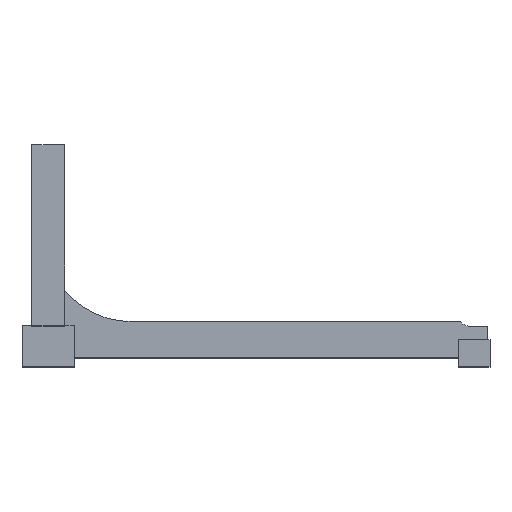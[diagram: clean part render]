
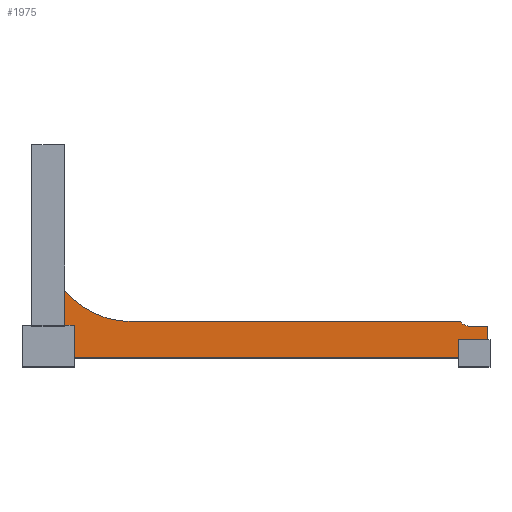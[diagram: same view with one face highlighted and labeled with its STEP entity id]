
A CAD part, top view. The second image highlights one B-rep face of the part: STEP entity #1975.
In plain terms, the highlighted planar face has unit normal (0, 0, 1).
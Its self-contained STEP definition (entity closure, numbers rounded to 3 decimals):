
#97=CIRCLE('',#2100,9.5);
#104=CIRCLE('',#2122,1.);
#105=CIRCLE('',#2123,1.);
#188=FACE_OUTER_BOUND('',#293,.T.);
#293=EDGE_LOOP('',(#1490,#1491,#1492,#1493,#1494,#1495,#1496,#1497,#1498,
#1499,#1500,#1501,#1502,#1503,#1504,#1505));
#389=LINE('',#2873,#598);
#441=LINE('',#3182,#650);
#444=LINE('',#3187,#653);
#462=LINE('',#3231,#671);
#463=LINE('',#3233,#672);
#464=LINE('',#3235,#673);
#465=LINE('',#3237,#674);
#466=LINE('',#3241,#675);
#467=LINE('',#3243,#676);
#468=LINE('',#3245,#677);
#469=LINE('',#3247,#678);
#470=LINE('',#3249,#679);
#471=LINE('',#3251,#680);
#598=VECTOR('',#2285,10.);
#650=VECTOR('',#2411,10.);
#653=VECTOR('',#2416,10.);
#671=VECTOR('',#2468,10.);
#672=VECTOR('',#2469,10.);
#673=VECTOR('',#2470,10.);
#674=VECTOR('',#2471,10.);
#675=VECTOR('',#2474,10.);
#676=VECTOR('',#2475,10.);
#677=VECTOR('',#2476,10.);
#678=VECTOR('',#2477,10.);
#679=VECTOR('',#2478,10.);
#680=VECTOR('',#2479,10.);
#809=VERTEX_POINT('',#2867);
#811=VERTEX_POINT('',#2871);
#839=VERTEX_POINT('',#2944);
#872=VERTEX_POINT('',#3150);
#874=VERTEX_POINT('',#3181);
#884=VERTEX_POINT('',#3230);
#885=VERTEX_POINT('',#3232);
#886=VERTEX_POINT('',#3234);
#887=VERTEX_POINT('',#3236);
#888=VERTEX_POINT('',#3238);
#889=VERTEX_POINT('',#3240);
#890=VERTEX_POINT('',#3242);
#891=VERTEX_POINT('',#3244);
#892=VERTEX_POINT('',#3246);
#893=VERTEX_POINT('',#3248);
#894=VERTEX_POINT('',#3250);
#1007=EDGE_CURVE('',#809,#811,#389,.T.);
#1084=EDGE_CURVE('',#839,#872,#97,.T.);
#1089=EDGE_CURVE('',#872,#874,#441,.T.);
#1092=EDGE_CURVE('',#809,#839,#444,.T.);
#1114=EDGE_CURVE('',#811,#884,#462,.T.);
#1115=EDGE_CURVE('',#885,#884,#463,.T.);
#1116=EDGE_CURVE('',#886,#885,#464,.T.);
#1117=EDGE_CURVE('',#887,#886,#465,.T.);
#1118=EDGE_CURVE('',#887,#888,#104,.F.);
#1119=EDGE_CURVE('',#888,#889,#466,.T.);
#1120=EDGE_CURVE('',#889,#890,#467,.T.);
#1121=EDGE_CURVE('',#890,#891,#468,.T.);
#1122=EDGE_CURVE('',#892,#891,#469,.T.);
#1123=EDGE_CURVE('',#892,#893,#470,.T.);
#1124=EDGE_CURVE('',#894,#893,#471,.T.);
#1125=EDGE_CURVE('',#874,#894,#105,.T.);
#1490=ORIENTED_EDGE('',*,*,#1114,.T.);
#1491=ORIENTED_EDGE('',*,*,#1115,.F.);
#1492=ORIENTED_EDGE('',*,*,#1116,.F.);
#1493=ORIENTED_EDGE('',*,*,#1117,.F.);
#1494=ORIENTED_EDGE('',*,*,#1118,.T.);
#1495=ORIENTED_EDGE('',*,*,#1119,.T.);
#1496=ORIENTED_EDGE('',*,*,#1120,.T.);
#1497=ORIENTED_EDGE('',*,*,#1121,.T.);
#1498=ORIENTED_EDGE('',*,*,#1122,.F.);
#1499=ORIENTED_EDGE('',*,*,#1123,.T.);
#1500=ORIENTED_EDGE('',*,*,#1124,.F.);
#1501=ORIENTED_EDGE('',*,*,#1125,.F.);
#1502=ORIENTED_EDGE('',*,*,#1089,.F.);
#1503=ORIENTED_EDGE('',*,*,#1084,.F.);
#1504=ORIENTED_EDGE('',*,*,#1092,.F.);
#1505=ORIENTED_EDGE('',*,*,#1007,.T.);
#1896=PLANE('',#2121);
#1975=ADVANCED_FACE('',(#188),#1896,.T.);
#2100=AXIS2_PLACEMENT_3D('',#3151,#2402,#2403);
#2121=AXIS2_PLACEMENT_3D('',#3229,#2466,#2467);
#2122=AXIS2_PLACEMENT_3D('',#3239,#2472,#2473);
#2123=AXIS2_PLACEMENT_3D('',#3252,#2480,#2481);
#2285=DIRECTION('',(1.,0.,0.));
#2402=DIRECTION('center_axis',(0.,0.,1.));
#2403=DIRECTION('ref_axis',(-0.775,-0.632,0.));
#2411=DIRECTION('',(1.,0.,0.));
#2416=DIRECTION('',(0.,1.,0.));
#2466=DIRECTION('center_axis',(0.,0.,1.));
#2467=DIRECTION('ref_axis',(1.,0.,0.));
#2468=DIRECTION('',(0.,-1.,0.));
#2469=DIRECTION('',(-1.,0.,0.));
#2470=DIRECTION('',(0.,1.,0.));
#2471=DIRECTION('',(-1.,0.,0.));
#2472=DIRECTION('center_axis',(0.,0.,1.));
#2473=DIRECTION('ref_axis',(-0.866,0.5,0.));
#2474=DIRECTION('',(0.,1.,0.));
#2475=DIRECTION('',(1.,0.,0.));
#2476=DIRECTION('',(0.,-1.,0.));
#2477=DIRECTION('',(-1.,0.,0.));
#2478=DIRECTION('',(0.,1.,0.));
#2479=DIRECTION('',(1.,0.,0.));
#2480=DIRECTION('center_axis',(0.,0.,1.));
#2481=DIRECTION('ref_axis',(-0.866,-0.5,0.));
#2867=CARTESIAN_POINT('',(-0.366,1.6,39.9));
#2871=CARTESIAN_POINT('',(-0.211,1.6,39.9));
#2873=CARTESIAN_POINT('',(21.25,1.6,39.9));
#2944=CARTESIAN_POINT('',(-0.366,5.5,39.9));
#3150=CARTESIAN_POINT('',(6.999,2.,39.9));
#3151=CARTESIAN_POINT('Origin',(6.999,11.5,39.9));
#3181=CARTESIAN_POINT('',(43.5,2.,39.9));
#3182=CARTESIAN_POINT('',(0.5,2.,39.9));
#3187=CARTESIAN_POINT('',(-0.366,0.75,39.9));
#3229=CARTESIAN_POINT('Origin',(43.5,0.,39.9));
#3230=CARTESIAN_POINT('',(-0.211,-1.5,39.9));
#3231=CARTESIAN_POINT('',(-0.211,0.,39.9));
#3232=CARTESIAN_POINT('',(0.5,-1.5,39.9));
#3233=CARTESIAN_POINT('',(-2.5,-1.5,39.9));
#3234=CARTESIAN_POINT('',(0.5,-2.,39.9));
#3235=CARTESIAN_POINT('',(0.5,0.,39.9));
#3236=CARTESIAN_POINT('',(43.5,-2.,39.9));
#3237=CARTESIAN_POINT('',(0.5,-2.,39.9));
#3238=CARTESIAN_POINT('',(44.211,-1.512,39.9));
#3239=CARTESIAN_POINT('Origin',(44.366,-2.5,39.9));
#3240=CARTESIAN_POINT('',(44.211,0.,39.9));
#3241=CARTESIAN_POINT('',(44.211,0.,39.9));
#3242=CARTESIAN_POINT('',(45.789,0.,39.9));
#3243=CARTESIAN_POINT('',(44.25,0.,39.9));
#3244=CARTESIAN_POINT('',(45.789,-1.5,39.9));
#3245=CARTESIAN_POINT('',(45.789,0.,39.9));
#3246=CARTESIAN_POINT('',(46.5,-1.5,39.9));
#3247=CARTESIAN_POINT('',(43.5,-1.5,39.9));
#3248=CARTESIAN_POINT('',(46.5,1.5,39.9));
#3249=CARTESIAN_POINT('',(46.5,0.,39.9));
#3250=CARTESIAN_POINT('',(44.366,1.5,39.9));
#3251=CARTESIAN_POINT('',(43.5,1.5,39.9));
#3252=CARTESIAN_POINT('Origin',(44.366,2.5,39.9));
